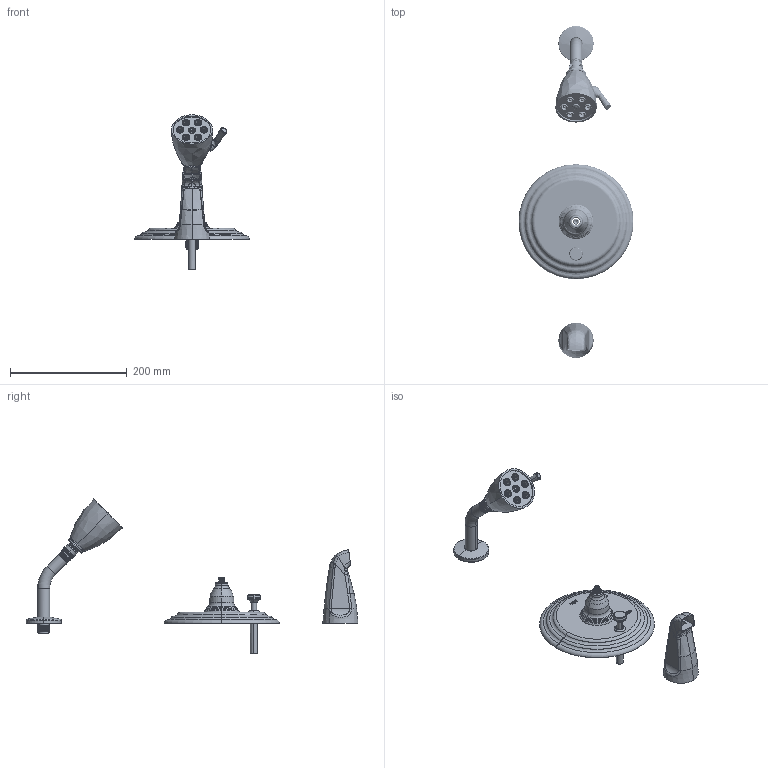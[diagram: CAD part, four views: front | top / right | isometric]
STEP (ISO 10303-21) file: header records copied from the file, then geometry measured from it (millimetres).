
FILE_DESCRIPTION((''),'2;1');
FILE_NAME('3-7002_WEB','2010-12-08T',('project'),(''),'PRO/ENGINEER BY PARAMETRIC TECHNOLOGY CORPORATION, 2009300','PRO/ENGINEER BY PARAMETRIC TECHNOLOGY CORPORATION, 2009300','');
FILE_SCHEMA(('CONFIG_CONTROL_DESIGN'));
Products named in the file (1): 3-7002_WEB
Bounding box: 196.85 x 568.39 x 264.25 mm (x, y, z)
Volume: 230374.3 mm3; surface area: 296800.3 mm2
Topology: 8 solids, 24 shells, 2705 faces, 7185 edges, 4576 vertices
Faces by surface type: plane 1137, cylinder 832, bspline 316, torus 140, cone 133, extrusion 133, sphere 14
Entity records: 119617 total; most frequent: CARTESIAN_POINT 55865, ORIENTED_EDGE 14208, DIRECTION 11707, EDGE_CURVE 7177, VERTEX_POINT 4576, AXIS2_PLACEMENT_3D 4038, VECTOR 3631, LINE 3498
